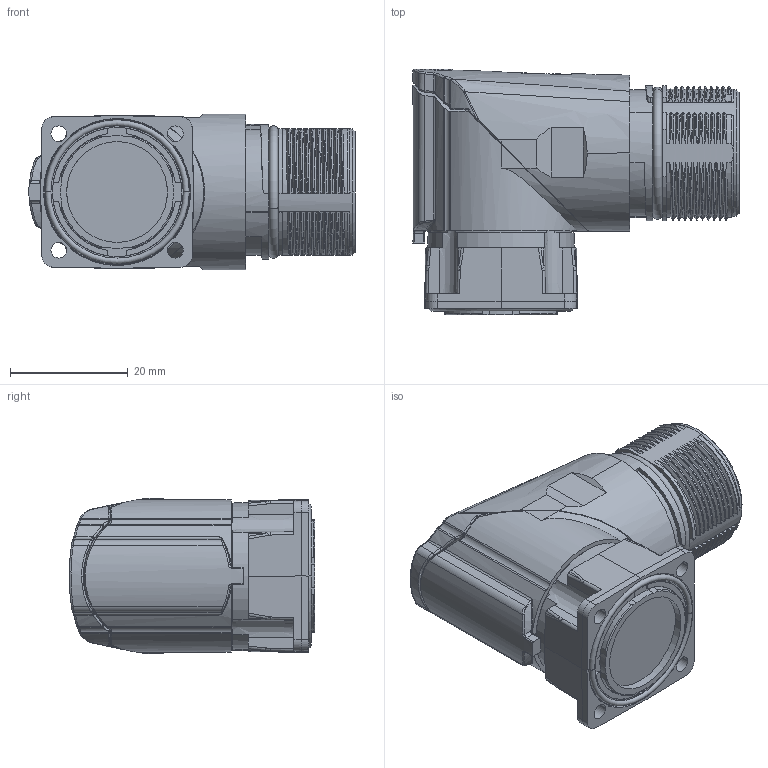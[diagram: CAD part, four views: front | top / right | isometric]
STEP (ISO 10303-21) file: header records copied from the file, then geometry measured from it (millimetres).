
FILE_DESCRIPTION(/* description */ (''),/* implementation_level */ '2;1');
FILE_NAME(/* name */ '3D_1810096002506_MR23-009_B-BKP26-SE-OD2.7_V1.0_stp.stp',/* time_stamp */ '2024-01-03T14:36:22+08:00',/* author */ (''),/* organization */ (''),/* preprocessor_version */ 'ST-DEVELOPER v18.1',/* originating_system */ 'SIEMENS PLM Software NX 1980',/* authorisation */ '');
FILE_SCHEMA (('AUTOMOTIVE_DESIGN { 1 0 10303 214 3 1 1 1 }'));
Length unit declared in the file: millimetre
Products named in the file (1): 3D_1810096002506_MR23-009_B-BKP26-SE-OD2.7_V1.0_stp
Bounding box: 55.5 x 41.79 x 26.5 mm (x, y, z)
Volume: 32031.4 mm3; surface area: 9995.3 mm2
Topology: 1 solids, 2 shells, 883 faces, 2468 edges, 1626 vertices
Faces by surface type: cylinder 301, cone 232, plane 211, torus 90, bspline 46, sphere 3
Full cylindrical faces by diameter (mm): 1.3 x1, 14.5 x1
Entity records: 33675 total; most frequent: CARTESIAN_POINT 13622, ORIENTED_EDGE 4928, DIRECTION 3130, EDGE_CURVE 2464, VERTEX_POINT 1625, B_SPLINE_CURVE_WITH_KNOTS 1479, AXIS2_PLACEMENT_3D 1330, EDGE_LOOP 933
